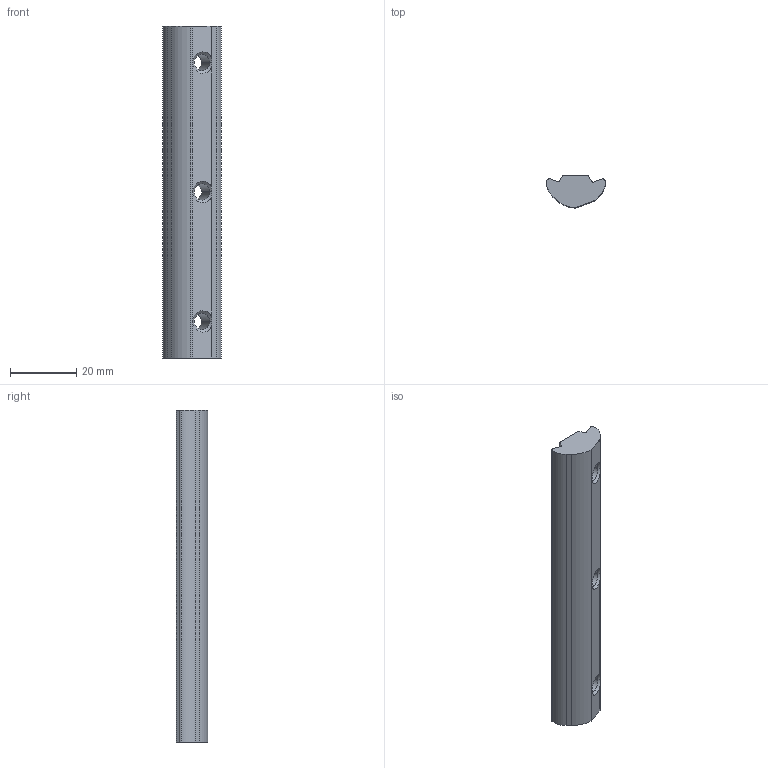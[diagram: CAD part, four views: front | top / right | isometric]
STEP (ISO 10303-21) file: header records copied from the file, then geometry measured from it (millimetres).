
FILE_DESCRIPTION (( 'STEP AP214' ), '1' );
FILE_NAME ('M6 100mm 3-Hole Angle Nut(40HAN-3407-002-00).step', '2023-08-31T18:44:41', ( '' ), ( '' ), 'SwSTEP 2.0', 'SolidWorks 2020', '' );
FILE_SCHEMA (( 'AUTOMOTIVE_DESIGN' ));
Length unit declared in the file: millimetre
Products named in the file (1): M6 100mm 3-Hole Angle Nut(40HAN-3407-002-00)
Bounding box: 17.67 x 9.54 x 100 mm (x, y, z)
Volume: 11666 mm3; surface area: 5191.8 mm2
Topology: 1 solids, 1 shells, 37 faces, 108 edges, 70 vertices
Faces by surface type: cylinder 21, plane 10, cone 6
Entity records: 1294 total; most frequent: CARTESIAN_POINT 282, ORIENTED_EDGE 216, DIRECTION 202, EDGE_CURVE 108, AXIS2_PLACEMENT_3D 74, VERTEX_POINT 70, VECTOR 54, LINE 54
